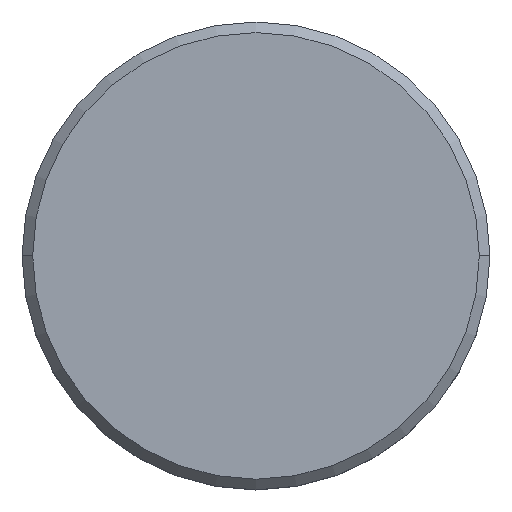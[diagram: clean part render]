
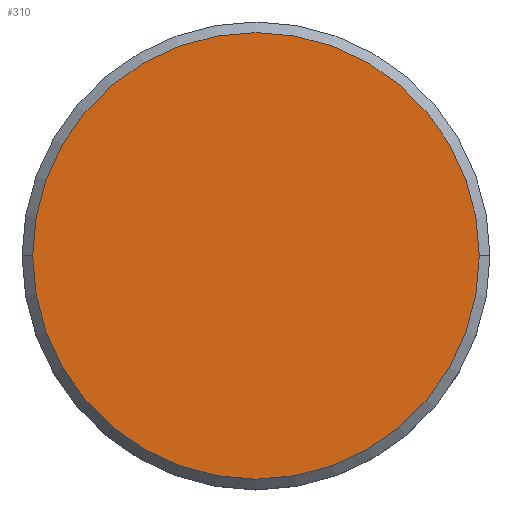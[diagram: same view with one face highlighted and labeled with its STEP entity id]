
A CAD part, top view. The second image highlights one B-rep face of the part: STEP entity #310.
In plain terms, the highlighted planar face has unit normal (0, 0, 1).
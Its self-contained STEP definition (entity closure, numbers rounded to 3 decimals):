
#4 = VERTEX_POINT ( 'NONE', #103 ) ;
#20 = DIRECTION ( 'NONE',  ( 1., 0., 0. ) ) ;
#27 = CARTESIAN_POINT ( 'NONE',  ( -10.5, 0., 0. ) ) ;
#31 = CARTESIAN_POINT ( 'NONE',  ( 0., 0., 0. ) ) ;
#49 = CIRCLE ( 'NONE', #76, 10.5 ) ;
#52 = ORIENTED_EDGE ( 'NONE', *, *, #273, .T. ) ;
#58 = DIRECTION ( 'NONE',  ( 0., 0., 1. ) ) ;
#74 = AXIS2_PLACEMENT_3D ( 'NONE', #93, #58, #183 ) ;
#76 = AXIS2_PLACEMENT_3D ( 'NONE', #31, #320, #160 ) ;
#81 = CARTESIAN_POINT ( 'NONE',  ( 0., 0., 0. ) ) ;
#93 = CARTESIAN_POINT ( 'NONE',  ( 0., 0., 0. ) ) ;
#103 = CARTESIAN_POINT ( 'NONE',  ( 10.5, 0., 0. ) ) ;
#110 = CIRCLE ( 'NONE', #330, 10.5 ) ;
#120 = FACE_OUTER_BOUND ( 'NONE', #132, .T. ) ;
#132 = EDGE_LOOP ( 'NONE', ( #368, #52 ) ) ;
#160 = DIRECTION ( 'NONE',  ( 1., 0., 0. ) ) ;
#177 = DIRECTION ( 'NONE',  ( 0., 0., 1. ) ) ;
#183 = DIRECTION ( 'NONE',  ( 1., 0., 0. ) ) ;
#273 = EDGE_CURVE ( 'NONE', #4, #308, #49, .T. ) ;
#308 = VERTEX_POINT ( 'NONE', #27 ) ;
#310 = ADVANCED_FACE ( 'NONE', ( #120 ), #374, .T. ) ;
#320 = DIRECTION ( 'NONE',  ( 0., 0., 1. ) ) ;
#330 = AXIS2_PLACEMENT_3D ( 'NONE', #81, #177, #20 ) ;
#354 = EDGE_CURVE ( 'NONE', #308, #4, #110, .T. ) ;
#368 = ORIENTED_EDGE ( 'NONE', *, *, #354, .T. ) ;
#374 = PLANE ( 'NONE',  #74 ) ;
